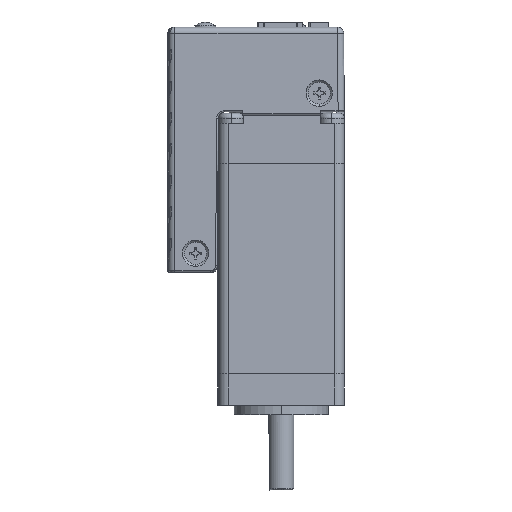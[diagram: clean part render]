
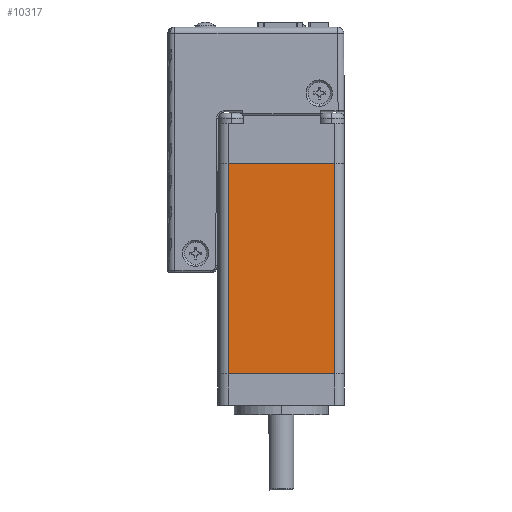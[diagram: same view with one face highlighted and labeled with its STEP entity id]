
A CAD part, left-side view. The second image highlights one B-rep face of the part: STEP entity #10317.
In plain terms, the highlighted face is planar.
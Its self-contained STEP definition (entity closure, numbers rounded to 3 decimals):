
#3584=DIRECTION('',(0.,0.,1.));
#3585=VECTOR('',#3584,33.5);
#3586=CARTESIAN_POINT('',(-10.,-8.5,-26.5));
#3587=LINE('',#3586,#3585);
#3592=DIRECTION('',(0.,1.,0.));
#3593=VECTOR('',#3592,17.);
#3594=CARTESIAN_POINT('',(-10.,-8.5,-26.5));
#3595=LINE('',#3594,#3593);
#3600=DIRECTION('',(0.,0.,-1.));
#3601=VECTOR('',#3600,33.5);
#3602=CARTESIAN_POINT('',(-10.,8.5,7.));
#3603=LINE('',#3602,#3601);
#3652=DIRECTION('',(0.,-1.,0.));
#3653=VECTOR('',#3652,17.);
#3654=CARTESIAN_POINT('',(-10.,8.5,7.));
#3655=LINE('',#3654,#3653);
#4660=CARTESIAN_POINT('',(-10.,8.5,-26.5));
#4661=VERTEX_POINT('',#4660);
#4662=CARTESIAN_POINT('',(-10.,-8.5,-26.5));
#4663=VERTEX_POINT('',#4662);
#6037=CARTESIAN_POINT('',(-10.,8.5,7.));
#6039=VERTEX_POINT('',#6037);
#6044=CARTESIAN_POINT('',(-10.,-8.5,7.));
#6046=VERTEX_POINT('',#6044);
#10304=CARTESIAN_POINT('',(-10.,-10.,-33.3));
#10305=DIRECTION('',(-1.,0.,0.));
#10306=DIRECTION('',(0.,0.,1.));
#10307=AXIS2_PLACEMENT_3D('',#10304,#10305,#10306);
#10308=PLANE('',#10307);
#10310=ORIENTED_EDGE('',*,*,#10309,.F.);
#10312=ORIENTED_EDGE('',*,*,#10311,.T.);
#10313=ORIENTED_EDGE('',*,*,#10295,.F.);
#10314=ORIENTED_EDGE('',*,*,#9750,.T.);
#10315=EDGE_LOOP('',(#10310,#10312,#10313,#10314));
#10316=FACE_OUTER_BOUND('',#10315,.F.);
#10317=ADVANCED_FACE('',(#10316),#10308,.T.);
#9750=EDGE_CURVE('',#4663,#4661,#3595,.T.);
#10295=EDGE_CURVE('',#4663,#6046,#3587,.T.);
#10309=EDGE_CURVE('',#6039,#4661,#3603,.T.);
#10311=EDGE_CURVE('',#6039,#6046,#3655,.T.);
